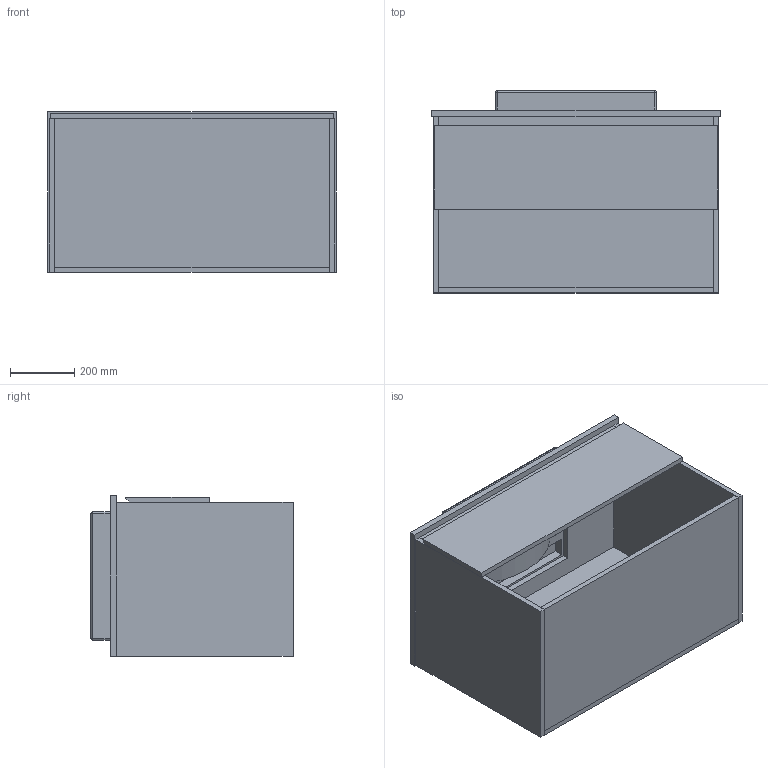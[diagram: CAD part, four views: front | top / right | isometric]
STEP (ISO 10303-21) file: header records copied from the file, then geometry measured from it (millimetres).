
FILE_DESCRIPTION (( 'STEP AP214' ), '1' );
FILE_NAME ('Shelf Benchtop 900 ASSEM.STEP', '2019-03-08T00:13:41', ( '' ), ( '' ), 'SwSTEP 2.0', 'SolidWorks 2015', '' );
FILE_SCHEMA (( 'AUTOMOTIVE_DESIGN' ));
Length unit declared in the file: millimetre
Products named in the file (7): Shelf Benchtop 900; 900 semi inset top; Shelf Benchtop 900 ASSEM; CERAMIC OVERFLOW COVER; 900 semi inset top ASSEM; Posh Solus Semi-Inset Basin; Posh Solus Semi-Inset Basin ASSEM
Assembly tree (6 placements, depth 4):
  Shelf Benchtop 900 ASSEM
    Shelf Benchtop 900
    900 semi inset top ASSEM
      900 semi inset top
      Posh Solus Semi-Inset Basin ASSEM
        Posh Solus Semi-Inset Basin
        CERAMIC OVERFLOW COVER
Bounding box: 900 x 630 x 500 mm (x, y, z)
Volume: 39608382.8 mm3; surface area: 4921275.4 mm2
Topology: 9 solids, 9 shells, 148 faces, 340 edges, 211 vertices
Faces by surface type: plane 101, cylinder 26, torus 8, bspline 7, sphere 6
Entity records: 5198 total; most frequent: CARTESIAN_POINT 1427, DIRECTION 705, ORIENTED_EDGE 672, EDGE_CURVE 336, AXIS2_PLACEMENT_3D 239, VECTOR 227, LINE 227, VERTEX_POINT 211
